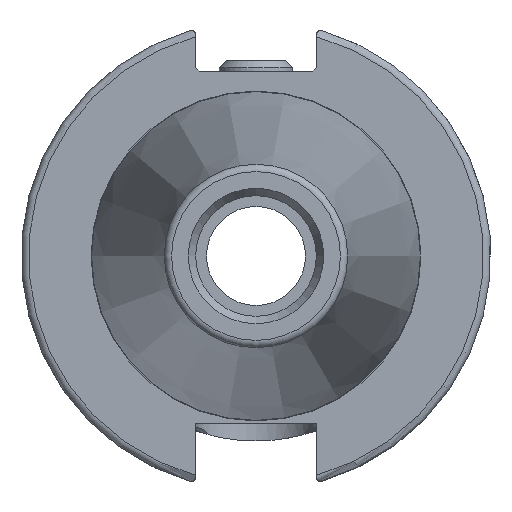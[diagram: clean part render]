
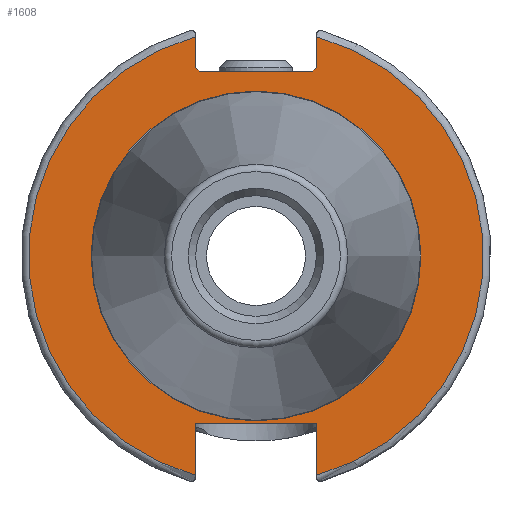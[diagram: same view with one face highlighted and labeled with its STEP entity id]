
A CAD part, left-side view. The second image highlights one B-rep face of the part: STEP entity #1608.
In plain terms, the highlighted planar face has unit normal (-1, 0, 0).
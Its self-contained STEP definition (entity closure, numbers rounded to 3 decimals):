
#56=FACE_BOUND('',#479,.T.);
#127=LINE('',#2832,#231);
#128=LINE('',#2834,#232);
#129=LINE('',#2836,#233);
#130=LINE('',#2838,#234);
#131=LINE('',#2840,#235);
#132=LINE('',#2844,#236);
#133=LINE('',#2846,#237);
#134=LINE('',#2847,#238);
#231=VECTOR('',#2110,10.);
#232=VECTOR('',#2111,10.);
#233=VECTOR('',#2112,10.);
#234=VECTOR('',#2113,10.);
#235=VECTOR('',#2114,10.);
#236=VECTOR('',#2117,10.);
#237=VECTOR('',#2118,10.);
#238=VECTOR('',#2119,10.);
#314=PLANE('',#1823);
#379=FACE_OUTER_BOUND('',#478,.T.);
#478=EDGE_LOOP('',(#1243,#1244,#1245,#1246,#1247,#1248,#1249,#1250,#1251,
#1252));
#479=EDGE_LOOP('',(#1253));
#588=CIRCLE('',#1821,22.3);
#590=CIRCLE('',#1824,30.75);
#591=CIRCLE('',#1825,30.75);
#737=VERTEX_POINT('',#2823);
#738=VERTEX_POINT('',#2828);
#739=VERTEX_POINT('',#2829);
#740=VERTEX_POINT('',#2831);
#741=VERTEX_POINT('',#2833);
#742=VERTEX_POINT('',#2835);
#743=VERTEX_POINT('',#2837);
#744=VERTEX_POINT('',#2839);
#745=VERTEX_POINT('',#2841);
#746=VERTEX_POINT('',#2843);
#747=VERTEX_POINT('',#2845);
#923=EDGE_CURVE('',#737,#737,#588,.T.);
#925=EDGE_CURVE('',#738,#739,#590,.T.);
#926=EDGE_CURVE('',#738,#740,#127,.T.);
#927=EDGE_CURVE('',#741,#740,#128,.T.);
#928=EDGE_CURVE('',#741,#742,#129,.T.);
#929=EDGE_CURVE('',#743,#742,#130,.T.);
#930=EDGE_CURVE('',#743,#744,#131,.T.);
#931=EDGE_CURVE('',#745,#744,#591,.T.);
#932=EDGE_CURVE('',#745,#746,#132,.T.);
#933=EDGE_CURVE('',#746,#747,#133,.T.);
#934=EDGE_CURVE('',#747,#739,#134,.T.);
#1243=ORIENTED_EDGE('',*,*,#925,.F.);
#1244=ORIENTED_EDGE('',*,*,#926,.T.);
#1245=ORIENTED_EDGE('',*,*,#927,.F.);
#1246=ORIENTED_EDGE('',*,*,#928,.T.);
#1247=ORIENTED_EDGE('',*,*,#929,.F.);
#1248=ORIENTED_EDGE('',*,*,#930,.T.);
#1249=ORIENTED_EDGE('',*,*,#931,.F.);
#1250=ORIENTED_EDGE('',*,*,#932,.T.);
#1251=ORIENTED_EDGE('',*,*,#933,.T.);
#1252=ORIENTED_EDGE('',*,*,#934,.T.);
#1253=ORIENTED_EDGE('',*,*,#923,.F.);
#1608=ADVANCED_FACE('',(#379,#56),#314,.T.);
#1821=AXIS2_PLACEMENT_3D('',#2825,#2102,#2103);
#1823=AXIS2_PLACEMENT_3D('',#2827,#2106,#2107);
#1824=AXIS2_PLACEMENT_3D('',#2830,#2108,#2109);
#1825=AXIS2_PLACEMENT_3D('',#2842,#2115,#2116);
#2102=DIRECTION('center_axis',(-1.,0.,0.));
#2103=DIRECTION('ref_axis',(0.,-1.,0.));
#2106=DIRECTION('center_axis',(-1.,0.,0.));
#2107=DIRECTION('ref_axis',(0.,0.,1.));
#2108=DIRECTION('center_axis',(1.,0.,0.));
#2109=DIRECTION('ref_axis',(0.,-1.,0.));
#2110=DIRECTION('',(0.,0.,-1.));
#2111=DIRECTION('',(0.,-0.707,0.707));
#2112=DIRECTION('',(0.,1.,0.));
#2113=DIRECTION('',(0.,-0.707,-0.707));
#2114=DIRECTION('',(0.,0.,1.));
#2115=DIRECTION('center_axis',(1.,0.,0.));
#2116=DIRECTION('ref_axis',(0.,1.,0.));
#2117=DIRECTION('',(0.,0.,1.));
#2118=DIRECTION('',(0.,-1.,0.));
#2119=DIRECTION('',(0.,0.,-1.));
#2823=CARTESIAN_POINT('',(3.175,0.,22.3));
#2825=CARTESIAN_POINT('Origin',(3.175,0.,0.));
#2827=CARTESIAN_POINT('Origin',(3.175,31.75,0.));
#2828=CARTESIAN_POINT('',(3.175,-8.19,29.639));
#2829=CARTESIAN_POINT('',(3.175,-8.19,-29.639));
#2830=CARTESIAN_POINT('Origin',(3.175,0.,0.));
#2831=CARTESIAN_POINT('',(3.175,-8.19,25.5));
#2832=CARTESIAN_POINT('',(3.175,-8.19,12.5));
#2833=CARTESIAN_POINT('',(3.175,-7.69,25.));
#2834=CARTESIAN_POINT('',(3.175,8.295,9.015));
#2835=CARTESIAN_POINT('',(3.175,7.69,25.));
#2836=CARTESIAN_POINT('',(3.175,15.875,25.));
#2837=CARTESIAN_POINT('',(3.175,8.19,25.5));
#2838=CARTESIAN_POINT('',(3.175,7.58,24.89));
#2839=CARTESIAN_POINT('',(3.175,8.19,29.639));
#2840=CARTESIAN_POINT('',(3.175,8.19,12.5));
#2841=CARTESIAN_POINT('',(3.175,8.19,-29.639));
#2842=CARTESIAN_POINT('Origin',(3.175,0.,0.));
#2843=CARTESIAN_POINT('',(3.175,8.19,-22.6));
#2844=CARTESIAN_POINT('',(3.175,8.19,-11.3));
#2845=CARTESIAN_POINT('',(3.175,-8.19,-22.6));
#2846=CARTESIAN_POINT('',(3.175,15.875,-22.6));
#2847=CARTESIAN_POINT('',(3.175,-8.19,-11.3));
